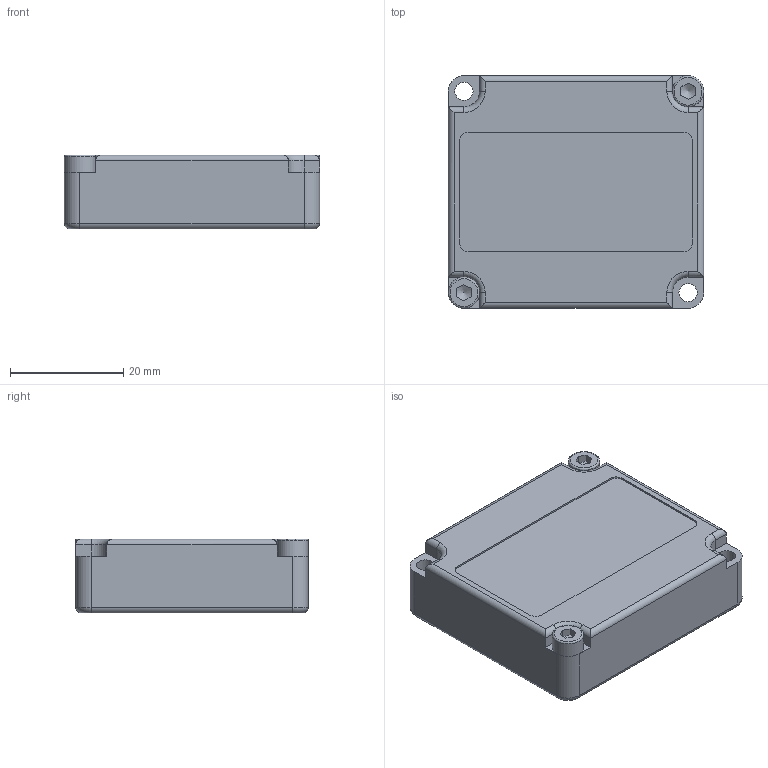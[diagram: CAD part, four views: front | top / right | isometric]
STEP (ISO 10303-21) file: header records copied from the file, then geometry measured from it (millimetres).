
FILE_DESCRIPTION(('STEP AP214'), '1');
FILE_NAME('Irirdium 9602 SBD', '', ('UNSPECIFIED'), ('UNSPECIFIED'), 'ASCON STEP Converter 1.3', 'ASCON Math Kernel', '');
FILE_SCHEMA(('AUTOMOTIVE_DESIGN { 1 0 10303 214 3 1 1}'));
Length unit declared in the file: millimetre
Products named in the file (6): MOLEX_0734152063; ftsh-110-01-l-dv
Assembly tree (7 placements, depth 3):
  (unnamed)
    (unnamed)
    MOLEX_0734152063  x2
    (unnamed)
      ftsh-110-01-l-dv
    (unnamed)  x2
Bounding box: 45 x 41 x 13 mm (x, y, z)
Volume: 21762.6 mm3; surface area: 7205.1 mm2
Topology: 10 solids, 10 shells, 674 faces, 1697 edges, 1071 vertices
Faces by surface type: plane 563, cylinder 85, torus 16, cone 8, bspline 2
Full cylindrical faces by diameter (mm): 0.456 x2, 0.71 x4, 1.524 x4, 2.45 x4, 3 x2, 3.05 x2, 3.2 x4, 3.45 x2, 5.5 x2
Entity records: 24046 total; most frequent: CARTESIAN_POINT 4194, ORIENTED_EDGE 3048, DIRECTION 2872, EDGE_CURVE 1524, LINE 1354, VECTOR 1354, VERTEX_POINT 976, AXIS2_PLACEMENT_3D 759
